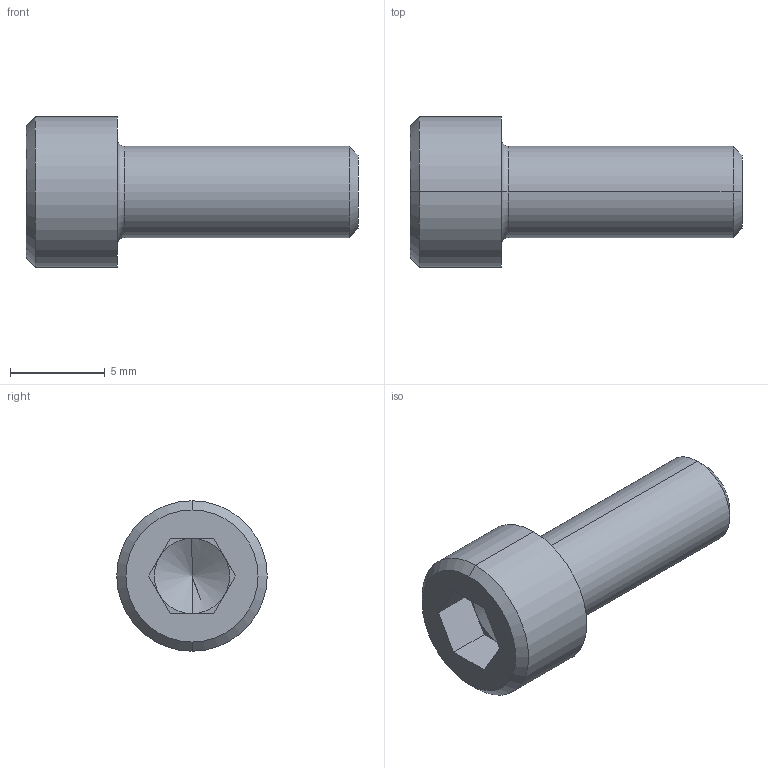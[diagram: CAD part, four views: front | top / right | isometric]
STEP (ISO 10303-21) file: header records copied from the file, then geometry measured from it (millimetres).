
FILE_DESCRIPTION (( 'STEP AP214' ), '1' );
FILE_NAME ('10-32x0500_shcs_HX-SHCS 0.19-32x1.375x1-C.STEP', '2025-01-07T21:05:50', ( '' ), ( '' ), 'SwSTEP 2.0', 'SolidWorks 2024', '' );
FILE_SCHEMA (( 'AUTOMOTIVE_DESIGN' ));
Length unit declared in the file: inch
Products named in the file (1): 10-32x0500_shcs_HX-SHCS 0.19-32x1.375x1-C
Bounding box: 17.53 x 7.94 x 7.94 mm (x, y, z)
Volume: 431.2 mm3; surface area: 431.1 mm2
Topology: 1 solids, 1 shells, 27 faces, 58 edges, 33 vertices
Faces by surface type: plane 15, cone 6, cylinder 4, torus 2
Entity records: 735 total; most frequent: DIRECTION 134, CARTESIAN_POINT 117, ORIENTED_EDGE 112, EDGE_CURVE 56, AXIS2_PLACEMENT_3D 50, VECTOR 34, LINE 34, VERTEX_POINT 33
